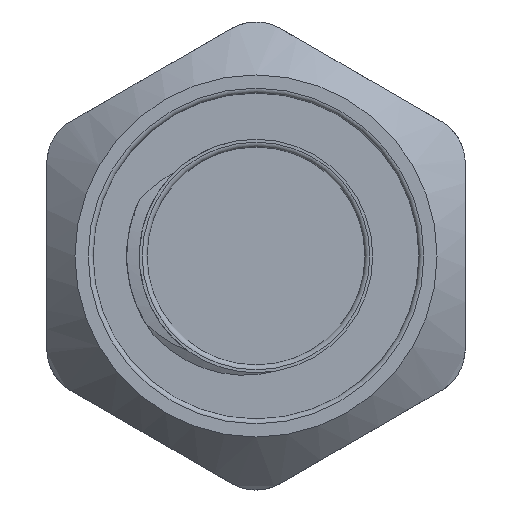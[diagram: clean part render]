
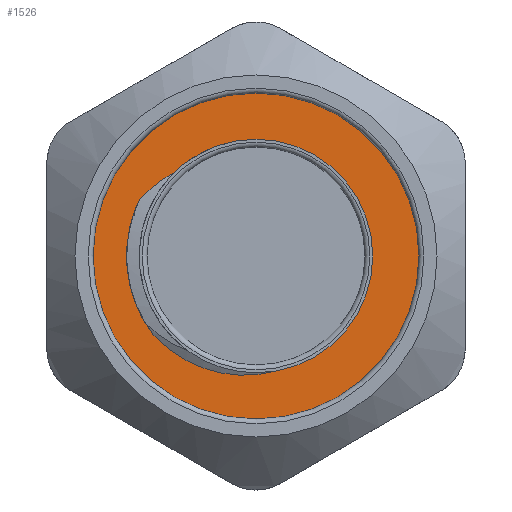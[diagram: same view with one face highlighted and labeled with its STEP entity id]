
A CAD part, front view. The second image highlights one B-rep face of the part: STEP entity #1526.
In plain terms, the highlighted planar face has unit normal (0, -1, 0).
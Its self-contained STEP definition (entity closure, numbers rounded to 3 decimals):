
#93=FACE_BOUND('',#235,.T.);
#105=PLANE('',#1652);
#139=FACE_OUTER_BOUND('',#234,.T.);
#234=EDGE_LOOP('',(#962));
#235=EDGE_LOOP('',(#963,#964,#965,#966,#967));
#337=B_SPLINE_CURVE_WITH_KNOTS('',3,(#2370,#2371,#2372,#2373,#2374,#2375,
#2376,#2377,#2378,#2379,#2380,#2381,#2382,#2383,#2384,#2385,#2386,#2387,
#2388,#2389,#2390,#2391,#2392,#2393,#2394),.UNSPECIFIED.,.F.,.F.,(4,3,3,
3,3,3,3,3,4),(-0.458,-0.374,-0.291,
-0.252,-0.225,-0.21,-0.13,
-0.052,0.),.UNSPECIFIED.);
#338=B_SPLINE_CURVE_WITH_KNOTS('',3,(#2398,#2399,#2400,#2401,#2402,#2403,
#2404,#2405,#2406,#2407,#2408,#2409,#2410,#2411,#2412,#2413,#2414,#2415,
#2416,#2417,#2418,#2419,#2420,#2421,#2422),.UNSPECIFIED.,.F.,.F.,(4,3,3,
3,3,3,3,3,4),(-0.459,-0.381,-0.302,
-0.263,-0.235,-0.22,-0.138,
-0.055,0.),.UNSPECIFIED.);
#389=CIRCLE('',#1641,12.);
#396=CIRCLE('',#1653,16.75);
#397=CIRCLE('',#1654,13.3);
#398=CIRCLE('',#1655,12.);
#569=VERTEX_POINT('',#2189);
#571=VERTEX_POINT('',#2193);
#580=VERTEX_POINT('',#2367);
#581=VERTEX_POINT('',#2369);
#582=VERTEX_POINT('',#2395);
#583=VERTEX_POINT('',#2397);
#717=EDGE_CURVE('',#571,#569,#389,.T.);
#729=EDGE_CURVE('',#580,#580,#396,.T.);
#730=EDGE_CURVE('',#581,#571,#337,.T.);
#731=EDGE_CURVE('',#582,#581,#397,.T.);
#732=EDGE_CURVE('',#583,#582,#338,.T.);
#733=EDGE_CURVE('',#569,#583,#398,.T.);
#962=ORIENTED_EDGE('',*,*,#729,.T.);
#963=ORIENTED_EDGE('',*,*,#717,.F.);
#964=ORIENTED_EDGE('',*,*,#730,.F.);
#965=ORIENTED_EDGE('',*,*,#731,.F.);
#966=ORIENTED_EDGE('',*,*,#732,.F.);
#967=ORIENTED_EDGE('',*,*,#733,.F.);
#1526=ADVANCED_FACE('',(#139,#93),#105,.T.);
#1641=AXIS2_PLACEMENT_3D('',#2200,#1810,#1811);
#1652=AXIS2_PLACEMENT_3D('',#2366,#1832,#1833);
#1653=AXIS2_PLACEMENT_3D('',#2368,#1834,#1835);
#1654=AXIS2_PLACEMENT_3D('',#2396,#1836,#1837);
#1655=AXIS2_PLACEMENT_3D('',#2423,#1838,#1839);
#1810=DIRECTION('center_axis',(0.,-1.,0.));
#1811=DIRECTION('ref_axis',(0.174,0.,-0.985));
#1832=DIRECTION('center_axis',(0.,-1.,0.));
#1833=DIRECTION('ref_axis',(0.,0.,-1.));
#1834=DIRECTION('center_axis',(0.,-1.,0.));
#1835=DIRECTION('ref_axis',(-0.866,0.,0.5));
#1836=DIRECTION('center_axis',(0.,-1.,0.));
#1837=DIRECTION('ref_axis',(0.174,0.,-0.985));
#1838=DIRECTION('center_axis',(0.,-1.,0.));
#1839=DIRECTION('ref_axis',(0.174,0.,-0.985));
#2189=CARTESIAN_POINT('',(-44.125,20.485,12.659));
#2193=CARTESIAN_POINT('',(-54.042,20.485,0.841));
#2200=CARTESIAN_POINT('Origin',(-42.042,20.485,0.841));
#2366=CARTESIAN_POINT('Origin',(-42.042,20.485,0.841));
#2367=CARTESIAN_POINT('',(-56.548,20.485,9.216));
#2368=CARTESIAN_POINT('Origin',(-42.042,20.485,0.841));
#2369=CARTESIAN_POINT('',(-54.547,20.485,5.369));
#2370=CARTESIAN_POINT('Ctrl Pts',(-54.547,20.485,5.369));
#2371=CARTESIAN_POINT('Ctrl Pts',(-54.568,20.485,5.09));
#2372=CARTESIAN_POINT('Ctrl Pts',(-54.579,20.485,4.809));
#2373=CARTESIAN_POINT('Ctrl Pts',(-54.58,20.485,4.529));
#2374=CARTESIAN_POINT('Ctrl Pts',(-54.582,20.485,4.252));
#2375=CARTESIAN_POINT('Ctrl Pts',(-54.574,20.485,3.974));
#2376=CARTESIAN_POINT('Ctrl Pts',(-54.557,20.485,3.698));
#2377=CARTESIAN_POINT('Ctrl Pts',(-54.549,20.485,3.567));
#2378=CARTESIAN_POINT('Ctrl Pts',(-54.539,20.485,3.435));
#2379=CARTESIAN_POINT('Ctrl Pts',(-54.526,20.485,3.304));
#2380=CARTESIAN_POINT('Ctrl Pts',(-54.518,20.485,3.215));
#2381=CARTESIAN_POINT('Ctrl Pts',(-54.509,20.485,3.126));
#2382=CARTESIAN_POINT('Ctrl Pts',(-54.498,20.485,3.037));
#2383=CARTESIAN_POINT('Ctrl Pts',(-54.493,20.485,2.987));
#2384=CARTESIAN_POINT('Ctrl Pts',(-54.487,20.485,2.937));
#2385=CARTESIAN_POINT('Ctrl Pts',(-54.48,20.485,2.886));
#2386=CARTESIAN_POINT('Ctrl Pts',(-54.446,20.485,2.622));
#2387=CARTESIAN_POINT('Ctrl Pts',(-54.404,20.485,2.36));
#2388=CARTESIAN_POINT('Ctrl Pts',(-54.353,20.485,2.099));
#2389=CARTESIAN_POINT('Ctrl Pts',(-54.303,20.485,1.843));
#2390=CARTESIAN_POINT('Ctrl Pts',(-54.245,20.485,1.588));
#2391=CARTESIAN_POINT('Ctrl Pts',(-54.178,20.485,1.336));
#2392=CARTESIAN_POINT('Ctrl Pts',(-54.134,20.485,1.169));
#2393=CARTESIAN_POINT('Ctrl Pts',(-54.086,20.485,1.004));
#2394=CARTESIAN_POINT('Ctrl Pts',(-54.035,20.485,0.839));
#2395=CARTESIAN_POINT('',(-54.015,20.485,6.632));
#2396=CARTESIAN_POINT('Origin',(-42.042,20.485,0.841));
#2397=CARTESIAN_POINT('',(-50.42,20.485,9.432));
#2398=CARTESIAN_POINT('Ctrl Pts',(-50.42,20.485,9.432));
#2399=CARTESIAN_POINT('Ctrl Pts',(-50.652,20.485,9.314));
#2400=CARTESIAN_POINT('Ctrl Pts',(-50.879,20.485,9.188));
#2401=CARTESIAN_POINT('Ctrl Pts',(-51.102,20.485,9.055));
#2402=CARTESIAN_POINT('Ctrl Pts',(-51.328,20.485,8.921));
#2403=CARTESIAN_POINT('Ctrl Pts',(-51.549,20.485,8.778));
#2404=CARTESIAN_POINT('Ctrl Pts',(-51.765,20.485,8.629));
#2405=CARTESIAN_POINT('Ctrl Pts',(-51.871,20.485,8.556));
#2406=CARTESIAN_POINT('Ctrl Pts',(-51.975,20.485,8.482));
#2407=CARTESIAN_POINT('Ctrl Pts',(-52.078,20.485,8.406));
#2408=CARTESIAN_POINT('Ctrl Pts',(-52.153,20.485,8.35));
#2409=CARTESIAN_POINT('Ctrl Pts',(-52.227,20.485,8.294));
#2410=CARTESIAN_POINT('Ctrl Pts',(-52.301,20.485,8.237));
#2411=CARTESIAN_POINT('Ctrl Pts',(-52.34,20.485,8.206));
#2412=CARTESIAN_POINT('Ctrl Pts',(-52.379,20.485,8.176));
#2413=CARTESIAN_POINT('Ctrl Pts',(-52.418,20.485,8.145));
#2414=CARTESIAN_POINT('Ctrl Pts',(-52.632,20.485,7.975));
#2415=CARTESIAN_POINT('Ctrl Pts',(-52.841,20.485,7.797));
#2416=CARTESIAN_POINT('Ctrl Pts',(-53.044,20.485,7.614));
#2417=CARTESIAN_POINT('Ctrl Pts',(-53.25,20.485,7.426));
#2418=CARTESIAN_POINT('Ctrl Pts',(-53.45,20.485,7.232));
#2419=CARTESIAN_POINT('Ctrl Pts',(-53.643,20.485,7.032));
#2420=CARTESIAN_POINT('Ctrl Pts',(-53.77,20.485,6.901));
#2421=CARTESIAN_POINT('Ctrl Pts',(-53.893,20.485,6.767));
#2422=CARTESIAN_POINT('Ctrl Pts',(-54.014,20.485,6.631));
#2423=CARTESIAN_POINT('Origin',(-42.042,20.485,0.841));
